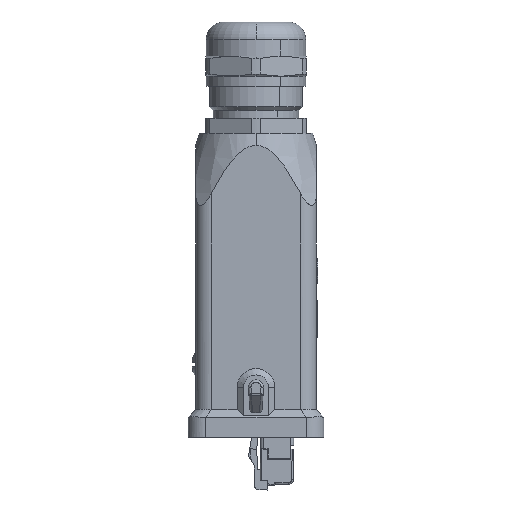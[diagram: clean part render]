
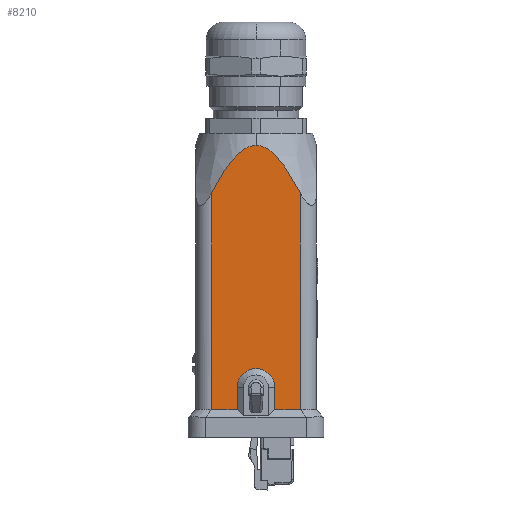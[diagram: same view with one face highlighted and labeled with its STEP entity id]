
A CAD part, left-side view. The second image highlights one B-rep face of the part: STEP entity #8210.
In plain terms, the highlighted planar face has unit normal (-1, 0, 0).
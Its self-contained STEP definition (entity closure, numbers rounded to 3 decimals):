
#3400=CARTESIAN_POINT('',(30.466,40.359,54.547));
#3410=VERTEX_POINT('',#3400);
#3440=CARTESIAN_POINT('',(30.466,31.559,45.124));
#3450=CARTESIAN_POINT('',(30.466,32.057,46.088));
#3460=CARTESIAN_POINT('',(30.466,32.578,47.044));
#3470=CARTESIAN_POINT('',(30.466,33.132,47.978));
#3480=CARTESIAN_POINT('',(30.466,33.686,48.912));
#3490=CARTESIAN_POINT('',(30.466,34.271,49.827));
#3500=CARTESIAN_POINT('',(30.466,34.918,50.701));
#3510=CARTESIAN_POINT('',(30.466,35.354,51.29));
#3520=CARTESIAN_POINT('',(30.466,35.823,51.866));
#3530=CARTESIAN_POINT('',(30.466,36.331,52.395));
#3540=CARTESIAN_POINT('',(30.466,36.838,52.923));
#3550=CARTESIAN_POINT('',(30.466,37.39,
53.412));
#3560=CARTESIAN_POINT('',(30.466,38.007,
53.8));
#3570=CARTESIAN_POINT('',(30.466,38.72,
54.249));
#3580=CARTESIAN_POINT('',(30.466,39.514,54.549));
#3590=CARTESIAN_POINT('',(30.466,40.367,54.547));
#3600=CARTESIAN_POINT('',(30.466,40.788,54.546));
#3610=CARTESIAN_POINT('',(30.466,41.199,
54.472));
#3620=CARTESIAN_POINT('',(30.466,41.597,
54.338));
#3630=CARTESIAN_POINT('',(30.466,41.996,
54.205));
#3640=CARTESIAN_POINT('',(30.466,42.37,54.016));
#3650=CARTESIAN_POINT('',(30.466,42.721,53.794));
#3660=CARTESIAN_POINT('',(30.466,43.342,53.401));
#3670=CARTESIAN_POINT('',(30.466,43.902,52.902));
#3680=CARTESIAN_POINT('',(30.466,44.406,52.375));
#3690=CARTESIAN_POINT('',(30.466,44.912,51.846));
#3700=CARTESIAN_POINT('',(30.466,45.377,51.273));
#3710=CARTESIAN_POINT('',(30.466,45.814,50.681));
#3720=CARTESIAN_POINT('',(30.466,46.46,49.807));
#3730=CARTESIAN_POINT('',(30.466,47.044,48.894));
#3740=CARTESIAN_POINT('',(30.466,47.594,47.965));
#3750=CARTESIAN_POINT('',(30.466,48.144,47.035));
#3760=CARTESIAN_POINT('',(30.466,48.662,46.085));
#3770=CARTESIAN_POINT('',(30.466,49.159,45.124));
#3780=B_SPLINE_CURVE_WITH_KNOTS('',3,(#3440,#3450,#3460,#3470,#3480,
#3490,#3500,#3510,#3520,#3530,#3540,#3550,#3560,#3570,#3580,#3590,#3600,
#3610,#3620,#3630,#3640,#3650,#3660,#3670,#3680,#3690,#3700,#3710,#3720,
#3730,#3740,#3750,#3760,#3770),.UNSPECIFIED.,.F.,.F.,(4,3,3,3,3,3,3,3,3,
3,3,4),(0.,3.259,6.517,8.725,
10.917,13.426,14.679,15.931,
18.138,20.343,23.591,26.836),
.UNSPECIFIED.);
#3790=CARTESIAN_POINT('',(30.466,49.159,
45.124));
#3800=VERTEX_POINT('',#3790);
#3810=EDGE_CURVE('',#3410,#3800,#3780,.T.);
#7580=CARTESIAN_POINT('',(30.466,31.559,0.));
#7590=DIRECTION('',(-1.,0.,0.));
#7600=DIRECTION('',(0.,1.,0.));
#7610=AXIS2_PLACEMENT_3D('',#7580,#7590,#7600);
#7620=PLANE('',#7610);
#7630=CARTESIAN_POINT('',(30.466,0.,2.));
#7640=DIRECTION('',(0.,-1.,0.));
#7650=VECTOR('',#7640,1.);
#7660=LINE('',#7630,#7650);
#7670=CARTESIAN_POINT('',(30.466,36.609,2.));
#7680=VERTEX_POINT('',#7670);
#7690=CARTESIAN_POINT('',(30.466,31.559,2.));
#7700=VERTEX_POINT('',#7690);
#7710=EDGE_CURVE('',#7680,#7700,#7660,.T.);
#7720=ORIENTED_EDGE('',*,*,#7710,.T.);
#7730=CARTESIAN_POINT('',(30.466,36.609,0.));
#7740=DIRECTION('',(0.,0.,1.));
#7750=VECTOR('',#7740,1.);
#7760=LINE('',#7730,#7750);
#7770=CARTESIAN_POINT('',(30.466,36.609,6.4));
#7780=VERTEX_POINT('',#7770);
#7790=EDGE_CURVE('',#7680,#7780,#7760,.T.);
#7800=ORIENTED_EDGE('',*,*,#7790,.F.);
#7810=CARTESIAN_POINT('',(30.466,40.359,6.4));
#7820=DIRECTION('',(1.,0.,0.));
#7830=DIRECTION('',(0.,1.,0.));
#7840=AXIS2_PLACEMENT_3D('',#7810,#7820,#7830);
#7850=CIRCLE('',#7840,3.75);
#7860=CARTESIAN_POINT('',(30.466,44.109,6.4));
#7870=VERTEX_POINT('',#7860);
#7880=EDGE_CURVE('',#7870,#7780,#7850,.T.);
#7890=ORIENTED_EDGE('',*,*,#7880,.T.);
#7900=CARTESIAN_POINT('',(30.466,44.109,0.));
#7910=DIRECTION('',(0.,0.,-1.));
#7920=VECTOR('',#7910,1.);
#7930=LINE('',#7900,#7920);
#7940=CARTESIAN_POINT('',(30.466,44.109,2.));
#7950=VERTEX_POINT('',#7940);
#7960=EDGE_CURVE('',#7870,#7950,#7930,.T.);
#7970=ORIENTED_EDGE('',*,*,#7960,.F.);
#7980=CARTESIAN_POINT('',(30.466,49.159,2.));
#7990=VERTEX_POINT('',#7980);
#8000=EDGE_CURVE('',#7990,#7950,#7660,.T.);
#8010=ORIENTED_EDGE('',*,*,#8000,.T.);
#8020=CARTESIAN_POINT('',(30.466,49.159,0.));
#8030=DIRECTION('',(0.,0.,1.));
#8040=VECTOR('',#8030,1.);
#8050=LINE('',#8020,#8040);
#8060=EDGE_CURVE('',#7990,#3800,#8050,.T.);
#8070=ORIENTED_EDGE('',*,*,#8060,.F.);
#8080=ORIENTED_EDGE('',*,*,#3810,.T.);
#8090=CARTESIAN_POINT('',(30.466,31.559,45.124));
#8100=VERTEX_POINT('',#8090);
#8110=EDGE_CURVE('',#8100,#3410,#3780,.T.);
#8120=ORIENTED_EDGE('',*,*,#8110,.T.);
#8130=CARTESIAN_POINT('',(30.466,31.559,0.));
#8140=DIRECTION('',(0.,0.,-1.));
#8150=VECTOR('',#8140,1.);
#8160=LINE('',#8130,#8150);
#8170=EDGE_CURVE('',#8100,#7700,#8160,.T.);
#8180=ORIENTED_EDGE('',*,*,#8170,.F.);
#8190=EDGE_LOOP('',(#8180,#8120,#8080,#8070,#8010,#7970,#7890,#7800,
#7720));
#8200=FACE_OUTER_BOUND('',#8190,.T.);
#8210=ADVANCED_FACE('',(#8200),#7620,.T.);
